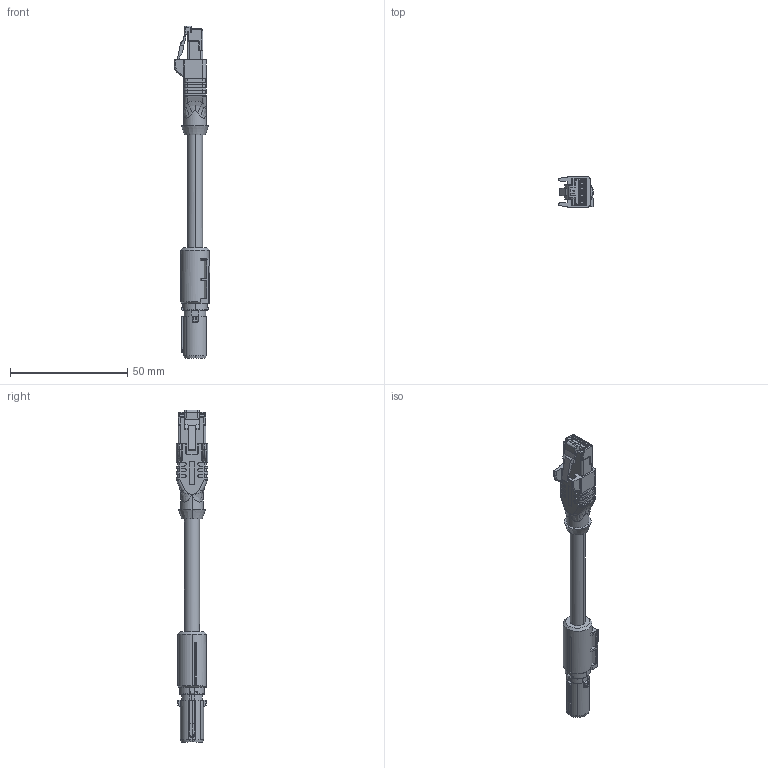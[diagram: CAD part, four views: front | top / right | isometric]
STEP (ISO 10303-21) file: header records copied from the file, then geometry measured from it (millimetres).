
FILE_DESCRIPTION(('CATIA V5 STEP Exchange','CAx-IF Rec.Pracs.--- Model Styling and Organization---1.5--- 2016-08-15','CAx-IF Rec.Pracs.---Supplemental Geometry---1.0---2011-11-01','CAx-IF Rec.Pracs.--- Composite Materials ---1.1---2010-07-15'),'2;1');
FILE_NAME ('334375-2_0', '2025-05-12T08:38:10+00:00', ('none'), ('Weidmueller'), 'CATIA Version 5-6 Release 2022 SP4 HF5', 'CATIA V5 STEP AP214 v3', 'none');
FILE_SCHEMA(('AUTOMOTIVE_DESIGN { 1 0 10303 214 1 1 1 1 }'));
Length unit declared in the file: millimetre
Products named in the file (1): 2503730000
Bounding box: 15.04 x 13.3 x 141.45 mm (x, y, z)
Volume: 10179.1 mm3; surface area: 5933.3 mm2
Topology: 1 solids, 1 shells, 983 faces, 2651 edges, 1643 vertices
Faces by surface type: plane 416, cylinder 332, bspline 84, torus 60, cone 47, sphere 44
Entity records: 33514 total; most frequent: CARTESIAN_POINT 10751, ORIENTED_EDGE 5214, DIRECTION 3765, EDGE_CURVE 2607, VERTEX_POINT 1643, AXIS2_PLACEMENT_3D 1438, VECTOR 1430, LINE 1430
